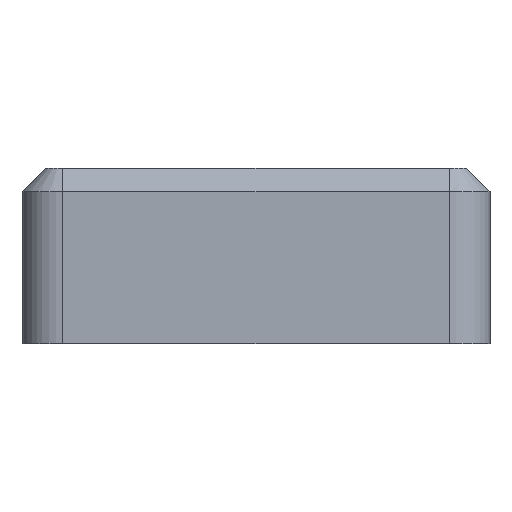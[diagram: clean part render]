
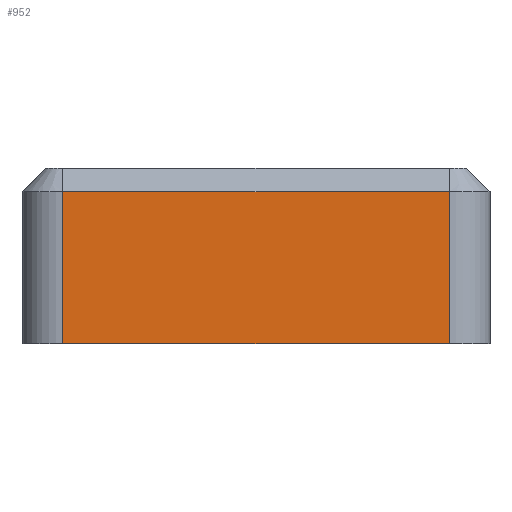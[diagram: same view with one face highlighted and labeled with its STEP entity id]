
A CAD part, left-side view. The second image highlights one B-rep face of the part: STEP entity #952.
In plain terms, the highlighted planar face has unit normal (-1, 0, 0).
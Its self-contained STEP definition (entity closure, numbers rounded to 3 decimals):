
#148=CARTESIAN_POINT('',(-100.0,-16.5,13.0));
#149=VERTEX_POINT('',#148);
#212=CARTESIAN_POINT('',(-100.0,16.5,13.0));
#213=VERTEX_POINT('',#212);
#220=CARTESIAN_POINT('',(-100.0,16.5,13.0));
#221=DIRECTION('',(0.0,-1.0,0.0));
#222=VECTOR('',#221,33.0);
#223=LINE('',#220,#222);
#224=EDGE_CURVE('',#213,#149,#223,.T.);
#553=CARTESIAN_POINT('',(-100.0,16.5,0.0));
#554=VERTEX_POINT('',#553);
#562=CARTESIAN_POINT('',(-100.0,16.5,0.0));
#563=DIRECTION('',(0.0,0.0,1.0));
#564=VECTOR('',#563,13.0);
#565=LINE('',#562,#564);
#566=EDGE_CURVE('',#554,#213,#565,.T.);
#577=CARTESIAN_POINT('',(-100.0,-16.5,0.0));
#578=VERTEX_POINT('',#577);
#579=CARTESIAN_POINT('',(-100.0,-16.5,13.0));
#580=DIRECTION('',(0.0,0.0,-1.0));
#581=VECTOR('',#580,13.0);
#582=LINE('',#579,#581);
#583=EDGE_CURVE('',#149,#578,#582,.T.);
#936=CARTESIAN_POINT('',(-100.0,-20.0,0.0));
#937=DIRECTION('',(-1.0,0.0,0.0));
#938=DIRECTION('',(0.0,0.0,1.0));
#939=AXIS2_PLACEMENT_3D('',#936,#937,#938);
#940=PLANE('',#939);
#941=ORIENTED_EDGE('',*,*,#224,.F.);
#942=ORIENTED_EDGE('',*,*,#566,.F.);
#943=CARTESIAN_POINT('',(-100.0,-16.5,0.0));
#944=DIRECTION('',(0.0,1.0,0.0));
#945=VECTOR('',#944,33.0);
#946=LINE('',#943,#945);
#947=EDGE_CURVE('',#578,#554,#946,.T.);
#948=ORIENTED_EDGE('',*,*,#947,.F.);
#949=ORIENTED_EDGE('',*,*,#583,.F.);
#950=EDGE_LOOP('',(#941,#942,#948,#949));
#951=FACE_OUTER_BOUND('',#950,.T.);
#952=ADVANCED_FACE('',(#951),#940,.T.);
